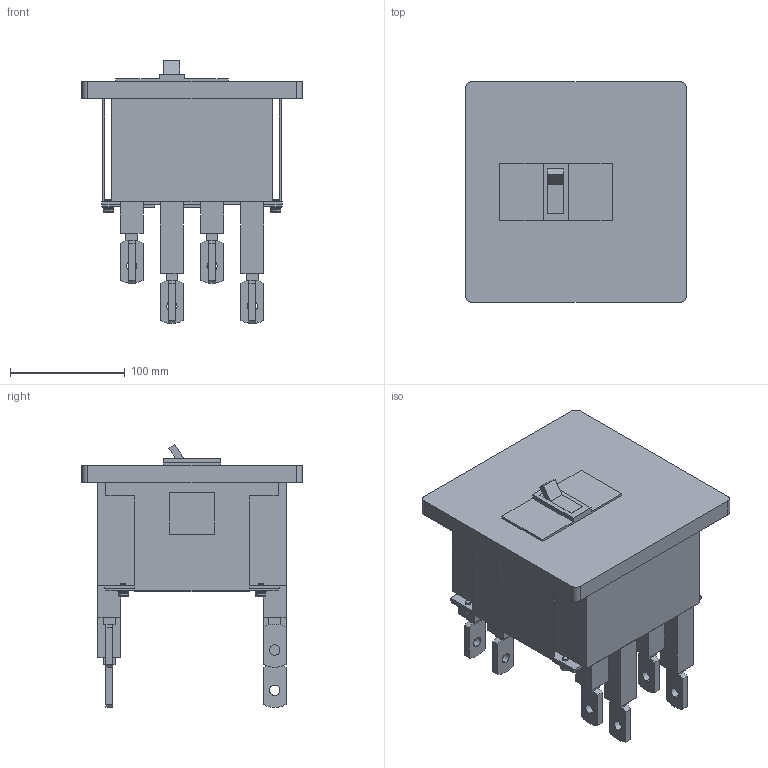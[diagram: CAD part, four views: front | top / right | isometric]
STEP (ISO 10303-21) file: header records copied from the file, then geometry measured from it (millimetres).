
FILE_DESCRIPTION(('CoCreate Modeling STEP Export'),'2;1');
FILE_NAME('Ｈ１００ＮＦ４Ｐ.stp','2016-03-31T15:29:15',(''),(''),'CoCreate Modeling STEP processor for AP214 (Solid Model)','CoCreate Modeling 17.0 01-Apr-2010 (C) Parametric Technology GmbH','');
FILE_SCHEMA(('AUTOMOTIVE_DESIGN { 1 0 10303 214 1 1 1 1 }'));
Length unit declared in the file: millimetre
Products named in the file (7): p5; p4.3; p2; p3; p2.1; p1; Ｈ１００ＮＦ４Ｐ
Assembly tree (12 placements, depth 2):
  Ｈ１００ＮＦ４Ｐ
    p5  x4
    p4.3  x4
    p1
    p2.1
    p3
    p2
Bounding box: 192 x 192 x 229 mm (x, y, z)
Volume: 2928059.6 mm3; surface area: 287417.3 mm2
Topology: 12 solids, 12 shells, 447 faces, 1100 edges, 712 vertices
Faces by surface type: plane 267, cylinder 156, torus 16, cone 8
Entity records: 11605 total; most frequent: ORIENTED_EDGE 1948, CARTESIAN_POINT 1820, DIRECTION 1670, EDGE_CURVE 974, VECTOR 702, LINE 702, VERTEX_POINT 634, AXIS2_PLACEMENT_3D 484
